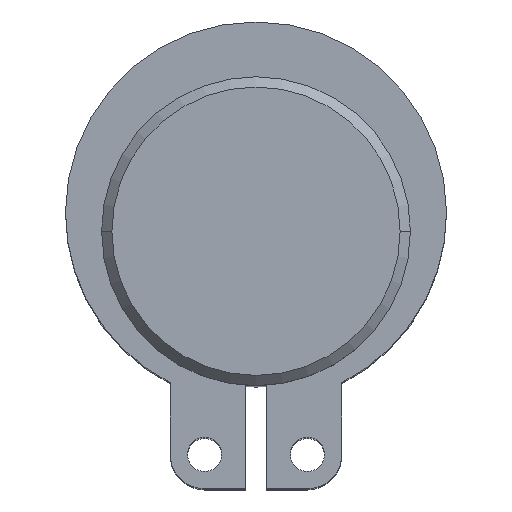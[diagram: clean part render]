
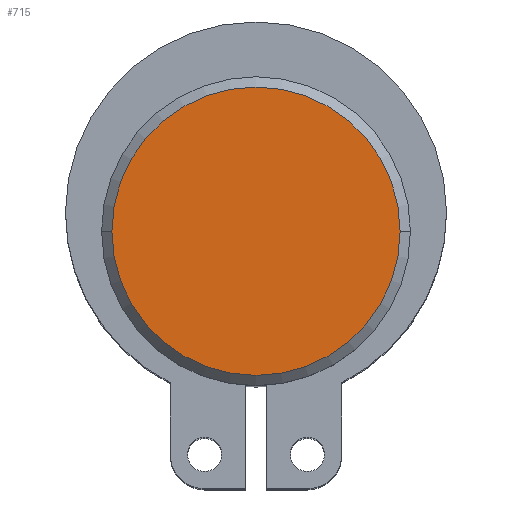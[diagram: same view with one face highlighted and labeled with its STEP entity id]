
A CAD part, top view. The second image highlights one B-rep face of the part: STEP entity #715.
In plain terms, the highlighted planar face has unit normal (0, 0, 1).
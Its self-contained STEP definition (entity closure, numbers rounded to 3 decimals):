
#270 = CARTESIAN_POINT ( 'NONE',  ( 0., 0., 12.5 ) ) ;
#300 = EDGE_CURVE ( 'NONE', #1614, #1565, #1062, .T. ) ;
#301 = FACE_OUTER_BOUND ( 'NONE', #821, .T. ) ;
#353 = PLANE ( 'NONE',  #1425 ) ;
#402 = DIRECTION ( 'NONE',  ( 0., 0., 1. ) ) ;
#413 = DIRECTION ( 'NONE',  ( 1., 0., 0. ) ) ;
#503 = CARTESIAN_POINT ( 'NONE',  ( 0., 0., 12.5 ) ) ;
#548 = DIRECTION ( 'NONE',  ( 1., 0., 0. ) ) ;
#690 = AXIS2_PLACEMENT_3D ( 'NONE', #503, #728, #548 ) ;
#715 = ADVANCED_FACE ( 'NONE', ( #301 ), #353, .T. ) ;
#728 = DIRECTION ( 'NONE',  ( 0., 0., 1. ) ) ;
#801 = AXIS2_PLACEMENT_3D ( 'NONE', #916, #914, #895 ) ;
#821 = EDGE_LOOP ( 'NONE', ( #1698, #1694 ) ) ;
#895 = DIRECTION ( 'NONE',  ( 1., 0., 0. ) ) ;
#914 = DIRECTION ( 'NONE',  ( 0., 0., 1. ) ) ;
#916 = CARTESIAN_POINT ( 'NONE',  ( 0., 0., 12.5 ) ) ;
#1062 = CIRCLE ( 'NONE', #801, 4.2 ) ;
#1234 = EDGE_CURVE ( 'NONE', #1565, #1614, #1324, .T. ) ;
#1319 = CARTESIAN_POINT ( 'NONE',  ( 4.2, 0., 12.5 ) ) ;
#1324 = CIRCLE ( 'NONE', #690, 4.2 ) ;
#1425 = AXIS2_PLACEMENT_3D ( 'NONE', #270, #402, #413 ) ;
#1565 = VERTEX_POINT ( 'NONE', #1319 ) ;
#1614 = VERTEX_POINT ( 'NONE', #1697 ) ;
#1694 = ORIENTED_EDGE ( 'NONE', *, *, #1234, .T. ) ;
#1697 = CARTESIAN_POINT ( 'NONE',  ( -4.2, 0., 12.5 ) ) ;
#1698 = ORIENTED_EDGE ( 'NONE', *, *, #300, .T. ) ;
